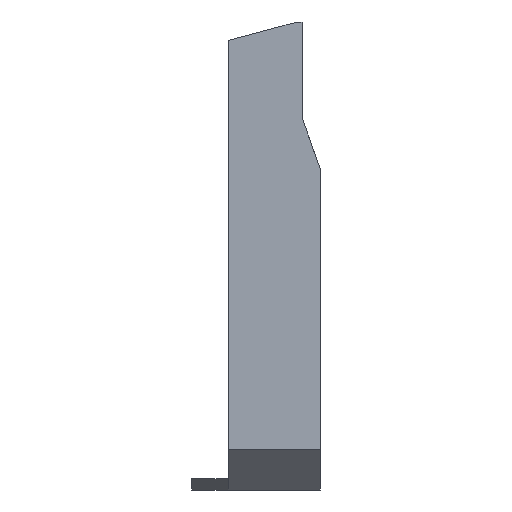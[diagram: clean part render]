
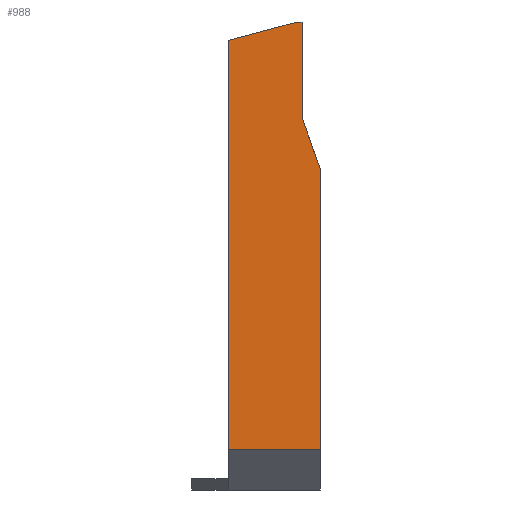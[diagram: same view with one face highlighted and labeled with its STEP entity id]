
A CAD part, left-side view. The second image highlights one B-rep face of the part: STEP entity #988.
In plain terms, the highlighted planar face has unit normal (-1, 0, 0).
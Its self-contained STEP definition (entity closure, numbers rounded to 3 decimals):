
#58 = CARTESIAN_POINT ( 'NONE',  ( -62., 25., 73. ) ) ;
#118 = LINE ( 'NONE', #900, #603 ) ;
#165 = VECTOR ( 'NONE', #1315, 1000. ) ;
#179 = CARTESIAN_POINT ( 'NONE',  ( -62., 22.797, 73.59 ) ) ;
#198 = EDGE_LOOP ( 'NONE', ( #1210, #1166, #1388, #903, #233, #253, #780 ) ) ;
#219 = VECTOR ( 'NONE', #692, 1000. ) ;
#233 = ORIENTED_EDGE ( 'NONE', *, *, #447, .F. ) ;
#253 = ORIENTED_EDGE ( 'NONE', *, *, #1522, .T. ) ;
#303 = PLANE ( 'NONE',  #583 ) ;
#308 = DIRECTION ( 'NONE',  ( 0., -0.966, 0.259 ) ) ;
#313 = CARTESIAN_POINT ( 'NONE',  ( -62., 25., -38. ) ) ;
#336 = LINE ( 'NONE', #1187, #219 ) ;
#371 = CARTESIAN_POINT ( 'NONE',  ( -62., 7.5, 78. ) ) ;
#393 = DIRECTION ( 'NONE',  ( -1., 0., 0. ) ) ;
#422 = DIRECTION ( 'NONE',  ( 0., 0., 1. ) ) ;
#447 = EDGE_CURVE ( 'NONE', #1051, #1316, #999, .T. ) ;
#450 = VECTOR ( 'NONE', #1011, 1000. ) ;
#452 = LINE ( 'NONE', #808, #1368 ) ;
#454 = VERTEX_POINT ( 'NONE', #877 ) ;
#455 = CARTESIAN_POINT ( 'NONE',  ( -62., 5., 52. ) ) ;
#497 = EDGE_CURVE ( 'NONE', #1108, #970, #452, .T. ) ;
#527 = EDGE_CURVE ( 'NONE', #454, #1108, #336, .T. ) ;
#537 = CARTESIAN_POINT ( 'NONE',  ( -62., 0., 38. ) ) ;
#583 = AXIS2_PLACEMENT_3D ( 'NONE', #1477, #393, #422 ) ;
#599 = LINE ( 'NONE', #925, #890 ) ;
#603 = VECTOR ( 'NONE', #708, 1000. ) ;
#692 = DIRECTION ( 'NONE',  ( 0., 1., 0. ) ) ;
#708 = DIRECTION ( 'NONE',  ( 0., 0., 1. ) ) ;
#780 = ORIENTED_EDGE ( 'NONE', *, *, #1514, .T. ) ;
#795 = CARTESIAN_POINT ( 'NONE',  ( -62., -11.103, 6.912 ) ) ;
#808 = CARTESIAN_POINT ( 'NONE',  ( -62., 25., -40. ) ) ;
#822 = CARTESIAN_POINT ( 'NONE',  ( -62., 5., 78. ) ) ;
#837 = CARTESIAN_POINT ( 'NONE',  ( -62., 6.34, 78. ) ) ;
#877 = CARTESIAN_POINT ( 'NONE',  ( -62., 0., -38. ) ) ;
#890 = VECTOR ( 'NONE', #931, 1000. ) ;
#900 = CARTESIAN_POINT ( 'NONE',  ( -62., 0., -40. ) ) ;
#903 = ORIENTED_EDGE ( 'NONE', *, *, #1049, .T. ) ;
#925 = CARTESIAN_POINT ( 'NONE',  ( -62., 5., 52. ) ) ;
#931 = DIRECTION ( 'NONE',  ( 0., 0., 1. ) ) ;
#970 = VERTEX_POINT ( 'NONE', #58 ) ;
#988 = ADVANCED_FACE ( 'NONE', ( #1000 ), #303, .T. ) ;
#999 = LINE ( 'NONE', #795, #450 ) ;
#1000 = FACE_OUTER_BOUND ( 'NONE', #198, .T. ) ;
#1011 = DIRECTION ( 'NONE',  ( 0., -0.336, -0.942 ) ) ;
#1049 = EDGE_CURVE ( 'NONE', #454, #1316, #118, .T. ) ;
#1051 = VERTEX_POINT ( 'NONE', #455 ) ;
#1089 = VERTEX_POINT ( 'NONE', #822 ) ;
#1108 = VERTEX_POINT ( 'NONE', #313 ) ;
#1166 = ORIENTED_EDGE ( 'NONE', *, *, #497, .F. ) ;
#1187 = CARTESIAN_POINT ( 'NONE',  ( -62., 0., -38. ) ) ;
#1210 = ORIENTED_EDGE ( 'NONE', *, *, #1309, .F. ) ;
#1234 = LINE ( 'NONE', #179, #1260 ) ;
#1260 = VECTOR ( 'NONE', #308, 1000. ) ;
#1263 = VERTEX_POINT ( 'NONE', #837 ) ;
#1309 = EDGE_CURVE ( 'NONE', #970, #1263, #1234, .T. ) ;
#1315 = DIRECTION ( 'NONE',  ( 0., 1., 0. ) ) ;
#1316 = VERTEX_POINT ( 'NONE', #537 ) ;
#1368 = VECTOR ( 'NONE', #1420, 1000. ) ;
#1388 = ORIENTED_EDGE ( 'NONE', *, *, #527, .F. ) ;
#1420 = DIRECTION ( 'NONE',  ( 0., 0., 1. ) ) ;
#1477 = CARTESIAN_POINT ( 'NONE',  ( -62., 0., -40. ) ) ;
#1514 = EDGE_CURVE ( 'NONE', #1089, #1263, #1520, .T. ) ;
#1520 = LINE ( 'NONE', #371, #165 ) ;
#1522 = EDGE_CURVE ( 'NONE', #1051, #1089, #599, .T. ) ;
